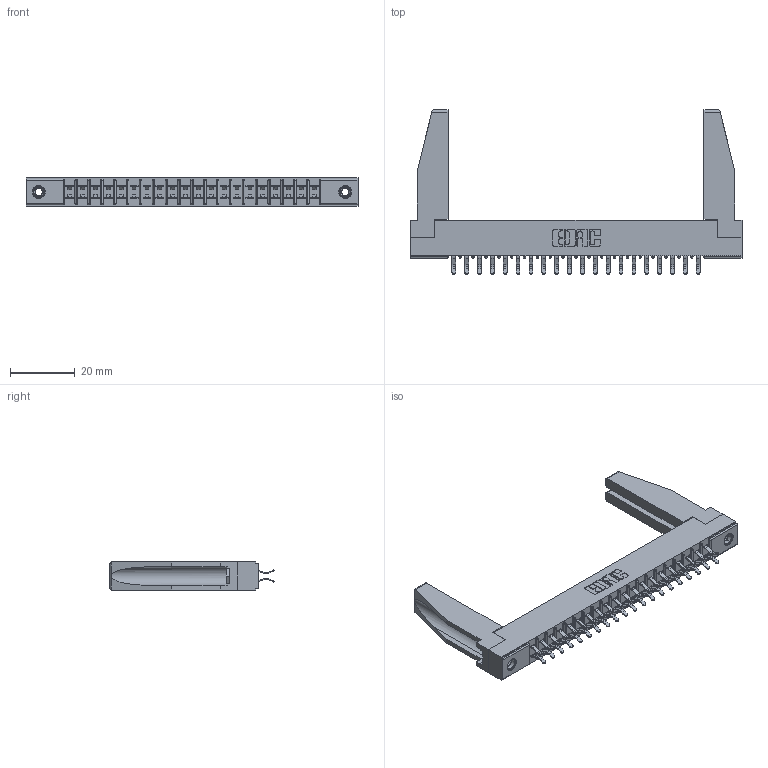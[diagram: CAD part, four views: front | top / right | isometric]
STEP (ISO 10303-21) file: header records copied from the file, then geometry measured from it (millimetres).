
FILE_DESCRIPTION (( 'STEP AP203' ), '1' );
FILE_NAME ('315-040-556-278.STEP', '2019-09-10T17:26:45', ( '' ), ( '' ), 'SwSTEP 2.0', 'SolidWorks 2016', '' );
FILE_SCHEMA (( 'CONFIG_CONTROL_DESIGN' ));
Length unit declared in the file: inch
Products named in the file (5): 345-250-001_345-250-001-102; 305-290-001_556; 305 Part_.156 Dia; 307-220-078; 315-040-556-278
Assembly tree (45 placements, depth 2):
  315-040-556-278
    305 Part_.156 Dia
    305-290-001_556  x40
    345-250-001_345-250-001-102  x2
    307-220-078  x2
Bounding box: 102.26 x 50.67 x 8.71 mm (x, y, z)
Volume: 10407.8 mm3; surface area: 15823.1 mm2
Topology: 45 solids, 45 shells, 2486 faces, 7106 edges, 4620 vertices
Faces by surface type: plane 1392, cylinder 998, sphere 80, cone 12, torus 4
Entity records: 26994 total; most frequent: CARTESIAN_POINT 4476, ORIENTED_EDGE 4398, DIRECTION 4309, EDGE_CURVE 2199, LINE 1747, VECTOR 1747, VERTEX_POINT 1406, AXIS2_PLACEMENT_3D 1281
